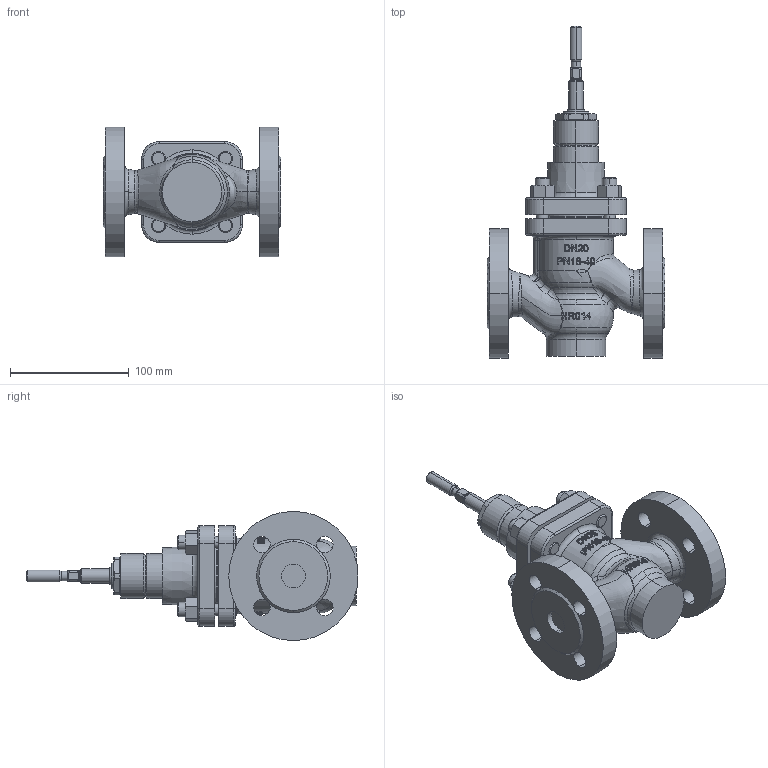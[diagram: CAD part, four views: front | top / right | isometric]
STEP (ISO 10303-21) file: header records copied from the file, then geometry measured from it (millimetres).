
FILE_DESCRIPTION (( 'STEP AP214' ), '1' );
FILE_NAME ('BR240S DN20 XXX PN16-40 for MC_STEP (Defeature).STEP', '2015-03-09T09:49:26', ( 'HORA' ), ( 'Holter Regelamaturen GmbH & Co. KG' ), 'SwSTEP 2.0', 'SolidWorks 2014', '' );
FILE_SCHEMA (( 'AUTOMOTIVE_DESIGN' ));
Products named in the file (1): BR240S DN20 XXX PN16-40 for MC_STEP (Defeature)
Bounding box: 150 x 280 x 109 mm (x, y, z)
Volume: 978727.9 mm3; surface area: 120835.4 mm2
Topology: 1 solids, 1 shells, 808 faces, 2118 edges, 1361 vertices
Faces by surface type: plane 249, bspline 243, cylinder 134, cone 98, torus 56, sphere 28
Entity records: 150292 total; most frequent: CARTESIAN_POINT 132190, ORIENTED_EDGE 4174, DIRECTION 3111, EDGE_CURVE 2087, VERTEX_POINT 1343, AXIS2_PLACEMENT_3D 1237, EDGE_LOOP 894, FACE_OUTER_BOUND 808
